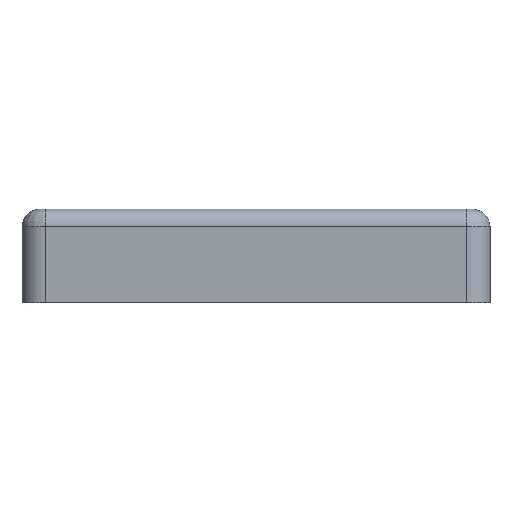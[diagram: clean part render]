
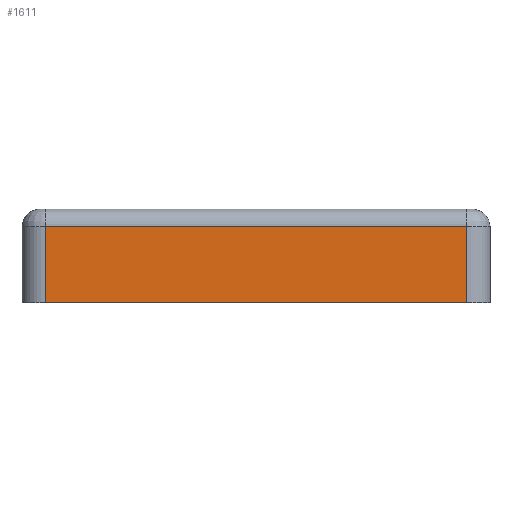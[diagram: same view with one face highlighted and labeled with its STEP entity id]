
A CAD part, left-side view. The second image highlights one B-rep face of the part: STEP entity #1611.
In plain terms, the highlighted planar face has unit normal (-1, 0, 0).
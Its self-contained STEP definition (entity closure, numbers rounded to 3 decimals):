
#73 = PLANE('',#74);
#74 = AXIS2_PLACEMENT_3D('',#75,#76,#77);
#75 = CARTESIAN_POINT('',(-36.,36.,-16.));
#76 = DIRECTION('',(0.,0.,1.));
#77 = DIRECTION('',(1.,0.,-0.));
#1486 = EDGE_CURVE('',#1487,#1489,#1491,.T.);
#1487 = VERTEX_POINT('',#1488);
#1488 = CARTESIAN_POINT('',(-40.,36.,-16.));
#1489 = VERTEX_POINT('',#1490);
#1490 = CARTESIAN_POINT('',(-40.,36.,-3.));
#1491 = SURFACE_CURVE('',#1492,(#1496,#1508),.PCURVE_S1.);
#1492 = LINE('',#1493,#1494);
#1493 = CARTESIAN_POINT('',(-40.,36.,-16.));
#1494 = VECTOR('',#1495,1.);
#1495 = DIRECTION('',(0.,0.,1.));
#1496 = PCURVE('',#1497,#1502);
#1497 = CYLINDRICAL_SURFACE('',#1498,4.);
#1498 = AXIS2_PLACEMENT_3D('',#1499,#1500,#1501);
#1499 = CARTESIAN_POINT('',(-36.,36.,-16.));
#1500 = DIRECTION('',(0.,0.,1.));
#1501 = DIRECTION('',(1.,0.,-0.));
#1502 = DEFINITIONAL_REPRESENTATION('',(#1503),#1507);
#1503 = LINE('',#1504,#1505);
#1504 = CARTESIAN_POINT('',(3.142,0.));
#1505 = VECTOR('',#1506,1.);
#1506 = DIRECTION('',(0.,1.));
#1507 = ( GEOMETRIC_REPRESENTATION_CONTEXT(2) 
PARAMETRIC_REPRESENTATION_CONTEXT() REPRESENTATION_CONTEXT('2D SPACE',''
  ) );
#1508 = PCURVE('',#1509,#1514);
#1509 = PLANE('',#1510);
#1510 = AXIS2_PLACEMENT_3D('',#1511,#1512,#1513);
#1511 = CARTESIAN_POINT('',(-40.,36.,-16.));
#1512 = DIRECTION('',(-1.,0.,0.));
#1513 = DIRECTION('',(0.,0.,1.));
#1514 = DEFINITIONAL_REPRESENTATION('',(#1515),#1519);
#1515 = LINE('',#1516,#1517);
#1516 = CARTESIAN_POINT('',(0.,0.));
#1517 = VECTOR('',#1518,1.);
#1518 = DIRECTION('',(1.,0.));
#1519 = ( GEOMETRIC_REPRESENTATION_CONTEXT(2) 
PARAMETRIC_REPRESENTATION_CONTEXT() REPRESENTATION_CONTEXT('2D SPACE',''
  ) );
#1611 = ADVANCED_FACE('',(#1612),#1509,.T.);
#1612 = FACE_BOUND('',#1613,.T.);
#1613 = EDGE_LOOP('',(#1614,#1644,#1670,#1671));
#1614 = ORIENTED_EDGE('',*,*,#1615,.T.);
#1615 = EDGE_CURVE('',#1616,#1618,#1620,.T.);
#1616 = VERTEX_POINT('',#1617);
#1617 = CARTESIAN_POINT('',(-40.,-36.,-16.));
#1618 = VERTEX_POINT('',#1619);
#1619 = CARTESIAN_POINT('',(-40.,-36.,-3.));
#1620 = SURFACE_CURVE('',#1621,(#1625,#1632),.PCURVE_S1.);
#1621 = LINE('',#1622,#1623);
#1622 = CARTESIAN_POINT('',(-40.,-36.,-16.));
#1623 = VECTOR('',#1624,1.);
#1624 = DIRECTION('',(0.,0.,1.));
#1625 = PCURVE('',#1509,#1626);
#1626 = DEFINITIONAL_REPRESENTATION('',(#1627),#1631);
#1627 = LINE('',#1628,#1629);
#1628 = CARTESIAN_POINT('',(0.,-72.));
#1629 = VECTOR('',#1630,1.);
#1630 = DIRECTION('',(1.,0.));
#1631 = ( GEOMETRIC_REPRESENTATION_CONTEXT(2) 
PARAMETRIC_REPRESENTATION_CONTEXT() REPRESENTATION_CONTEXT('2D SPACE',''
  ) );
#1632 = PCURVE('',#1633,#1638);
#1633 = CYLINDRICAL_SURFACE('',#1634,4.);
#1634 = AXIS2_PLACEMENT_3D('',#1635,#1636,#1637);
#1635 = CARTESIAN_POINT('',(-36.,-36.,-16.));
#1636 = DIRECTION('',(0.,0.,1.));
#1637 = DIRECTION('',(1.,0.,-0.));
#1638 = DEFINITIONAL_REPRESENTATION('',(#1639),#1643);
#1639 = LINE('',#1640,#1641);
#1640 = CARTESIAN_POINT('',(3.142,0.));
#1641 = VECTOR('',#1642,1.);
#1642 = DIRECTION('',(0.,1.));
#1643 = ( GEOMETRIC_REPRESENTATION_CONTEXT(2) 
PARAMETRIC_REPRESENTATION_CONTEXT() REPRESENTATION_CONTEXT('2D SPACE',''
  ) );
#1644 = ORIENTED_EDGE('',*,*,#1645,.F.);
#1645 = EDGE_CURVE('',#1489,#1618,#1646,.T.);
#1646 = SURFACE_CURVE('',#1647,(#1651,#1658),.PCURVE_S1.);
#1647 = LINE('',#1648,#1649);
#1648 = CARTESIAN_POINT('',(-40.,36.,-3.));
#1649 = VECTOR('',#1650,1.);
#1650 = DIRECTION('',(0.,-1.,0.));
#1651 = PCURVE('',#1509,#1652);
#1652 = DEFINITIONAL_REPRESENTATION('',(#1653),#1657);
#1653 = LINE('',#1654,#1655);
#1654 = CARTESIAN_POINT('',(13.,0.));
#1655 = VECTOR('',#1656,1.);
#1656 = DIRECTION('',(0.,-1.));
#1657 = ( GEOMETRIC_REPRESENTATION_CONTEXT(2) 
PARAMETRIC_REPRESENTATION_CONTEXT() REPRESENTATION_CONTEXT('2D SPACE',''
  ) );
#1658 = PCURVE('',#1659,#1664);
#1659 = CYLINDRICAL_SURFACE('',#1660,3.);
#1660 = AXIS2_PLACEMENT_3D('',#1661,#1662,#1663);
#1661 = CARTESIAN_POINT('',(-37.,36.,-3.));
#1662 = DIRECTION('',(0.,-1.,0.));
#1663 = DIRECTION('',(0.,0.,-1.));
#1664 = DEFINITIONAL_REPRESENTATION('',(#1665),#1669);
#1665 = LINE('',#1666,#1667);
#1666 = CARTESIAN_POINT('',(4.712,0.));
#1667 = VECTOR('',#1668,1.);
#1668 = DIRECTION('',(0.,1.));
#1669 = ( GEOMETRIC_REPRESENTATION_CONTEXT(2) 
PARAMETRIC_REPRESENTATION_CONTEXT() REPRESENTATION_CONTEXT('2D SPACE',''
  ) );
#1670 = ORIENTED_EDGE('',*,*,#1486,.F.);
#1671 = ORIENTED_EDGE('',*,*,#1672,.T.);
#1672 = EDGE_CURVE('',#1487,#1616,#1673,.T.);
#1673 = SURFACE_CURVE('',#1674,(#1678,#1685),.PCURVE_S1.);
#1674 = LINE('',#1675,#1676);
#1675 = CARTESIAN_POINT('',(-40.,36.,-16.));
#1676 = VECTOR('',#1677,1.);
#1677 = DIRECTION('',(0.,-1.,0.));
#1678 = PCURVE('',#1509,#1679);
#1679 = DEFINITIONAL_REPRESENTATION('',(#1680),#1684);
#1680 = LINE('',#1681,#1682);
#1681 = CARTESIAN_POINT('',(0.,0.));
#1682 = VECTOR('',#1683,1.);
#1683 = DIRECTION('',(0.,-1.));
#1684 = ( GEOMETRIC_REPRESENTATION_CONTEXT(2) 
PARAMETRIC_REPRESENTATION_CONTEXT() REPRESENTATION_CONTEXT('2D SPACE',''
  ) );
#1685 = PCURVE('',#73,#1686);
#1686 = DEFINITIONAL_REPRESENTATION('',(#1687),#1691);
#1687 = LINE('',#1688,#1689);
#1688 = CARTESIAN_POINT('',(-4.,0.));
#1689 = VECTOR('',#1690,1.);
#1690 = DIRECTION('',(0.,-1.));
#1691 = ( GEOMETRIC_REPRESENTATION_CONTEXT(2) 
PARAMETRIC_REPRESENTATION_CONTEXT() REPRESENTATION_CONTEXT('2D SPACE',''
  ) );
